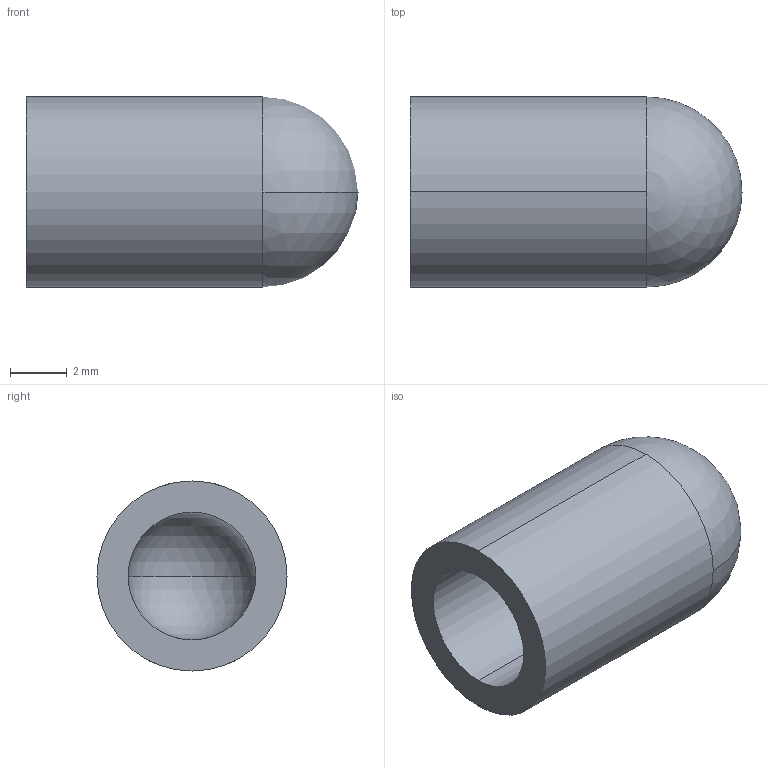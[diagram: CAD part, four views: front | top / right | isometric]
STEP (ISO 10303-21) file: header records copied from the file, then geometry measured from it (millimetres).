
FILE_DESCRIPTION (( 'STEP AP203' ), '1' );
FILE_NAME ('00406526.STEP', '2021-07-19T07:45:31', ( '' ), ( '' ), 'SwSTEP 2.0', 'SolidWorks 2020', '' );
FILE_SCHEMA (( 'CONFIG_CONTROL_DESIGN' ));
Length unit declared in the file: millimetre
Products named in the file (1): 00406526
Bounding box: 11.7 x 6.7 x 6.7 mm (x, y, z)
Volume: 216.5 mm3; surface area: 415.5 mm2
Topology: 1 solids, 1 shells, 9 faces, 24 edges, 14 vertices
Faces by surface type: sphere 4, cylinder 4, plane 1
Entity records: 343 total; most frequent: DIRECTION 56, CARTESIAN_POINT 44, ORIENTED_EDGE 40, AXIS2_PLACEMENT_3D 26, EDGE_CURVE 20, CIRCLE 16, VERTEX_POINT 14, EDGE_LOOP 10
